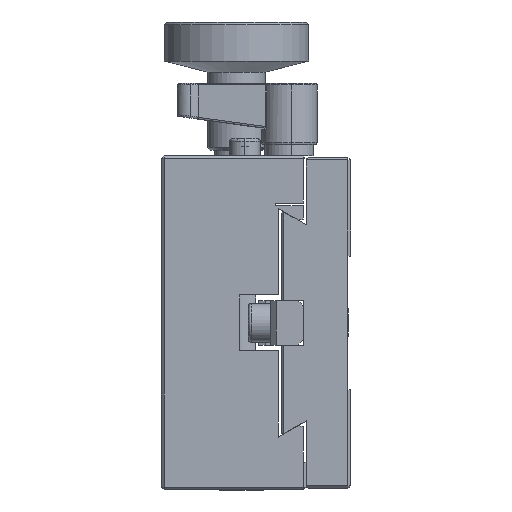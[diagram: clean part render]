
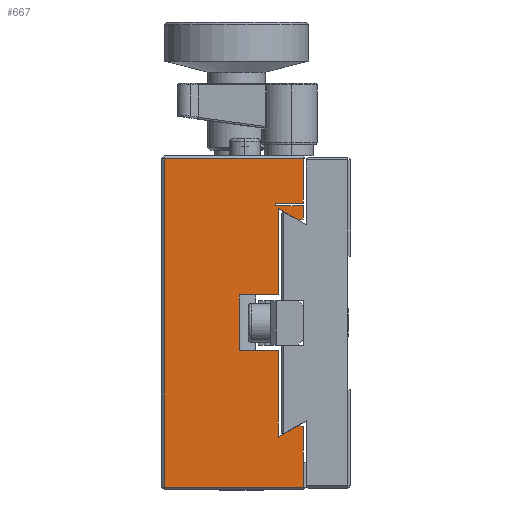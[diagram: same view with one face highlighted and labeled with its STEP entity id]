
A CAD part, left-side view. The second image highlights one B-rep face of the part: STEP entity #667.
In plain terms, the highlighted planar face has unit normal (-1, 0, 0).
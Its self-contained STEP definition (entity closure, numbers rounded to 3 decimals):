
#18 = ORIENTED_EDGE ( 'NONE', *, *, #16935, .T. ) ;
#48 = DIRECTION ( 'NONE',  ( -1., 0., 0. ) ) ;
#91 = CARTESIAN_POINT ( 'NONE',  ( -30., 8.5, 21.011 ) ) ;
#143 = LINE ( 'NONE', #5539, #7941 ) ;
#460 = DIRECTION ( 'NONE',  ( 0., -0.966, 0.259 ) ) ;
#617 = CARTESIAN_POINT ( 'NONE',  ( -30., 33.5, -29.489 ) ) ;
#667 = ADVANCED_FACE ( 'NONE', ( #21142 ), #9233, .T. ) ;
#702 = DIRECTION ( 'NONE',  ( 0., 0.966, 0.259 ) ) ;
#748 = VERTEX_POINT ( 'NONE', #6045 ) ;
#803 = CARTESIAN_POINT ( 'NONE',  ( -30., 8.5, 0.011 ) ) ;
#808 = DIRECTION ( 'NONE',  ( 0., 0., 1. ) ) ;
#994 = VECTOR ( 'NONE', #8218, 1000. ) ;
#1012 = EDGE_CURVE ( 'NONE', #7177, #19064, #20868, .T. ) ;
#1943 = VECTOR ( 'NONE', #460, 1000. ) ;
#2154 = CARTESIAN_POINT ( 'NONE',  ( -30., 36.95, 11.022 ) ) ;
#2392 = VECTOR ( 'NONE', #702, 1000. ) ;
#2559 = DIRECTION ( 'NONE',  ( 0., 1., 0. ) ) ;
#2569 = CARTESIAN_POINT ( 'NONE',  ( -30., 13.5, 0.011 ) ) ;
#2584 = ORIENTED_EDGE ( 'NONE', *, *, #15580, .T. ) ;
#2599 = VERTEX_POINT ( 'NONE', #6028 ) ;
#2840 = VERTEX_POINT ( 'NONE', #3201 ) ;
#3010 = VECTOR ( 'NONE', #7420, 1000. ) ;
#3015 = EDGE_CURVE ( 'NONE', #7067, #11799, #8942, .T. ) ;
#3201 = CARTESIAN_POINT ( 'NONE',  ( -30., 8.5, 29.511 ) ) ;
#3269 = CARTESIAN_POINT ( 'NONE',  ( -30., 9.366, -18.391 ) ) ;
#3314 = VECTOR ( 'NONE', #10039, 1000. ) ;
#3380 = CARTESIAN_POINT ( 'NONE',  ( -30., 20., 5.011 ) ) ;
#3555 = VECTOR ( 'NONE', #15965, 1000. ) ;
#3721 = CARTESIAN_POINT ( 'NONE',  ( -30., 8., 17.625 ) ) ;
#3818 = LINE ( 'NONE', #21140, #13851 ) ;
#4029 = DIRECTION ( 'NONE',  ( 0., -1., 0. ) ) ;
#4051 = DIRECTION ( 'NONE',  ( 0., 0., 1. ) ) ;
#4075 = ORIENTED_EDGE ( 'NONE', *, *, #3015, .T. ) ;
#4090 = LINE ( 'NONE', #5132, #14690 ) ;
#4097 = ORIENTED_EDGE ( 'NONE', *, *, #14289, .T. ) ;
#4205 = CARTESIAN_POINT ( 'NONE',  ( -30., 13., 5.011 ) ) ;
#4223 = ORIENTED_EDGE ( 'NONE', *, *, #11583, .T. ) ;
#4546 = VERTEX_POINT ( 'NONE', #20469 ) ;
#4564 = AXIS2_PLACEMENT_3D ( 'NONE', #14396, #48, #14924 ) ;
#4672 = LINE ( 'NONE', #13073, #6612 ) ;
#4687 = CARTESIAN_POINT ( 'NONE',  ( -30., 20., -4.989 ) ) ;
#5076 = VECTOR ( 'NONE', #7283, 1000. ) ;
#5132 = CARTESIAN_POINT ( 'NONE',  ( -30., 33.5, -29.989 ) ) ;
#5287 = DIRECTION ( 'NONE',  ( 0., 0., -1. ) ) ;
#5403 = ORIENTED_EDGE ( 'NONE', *, *, #12714, .F. ) ;
#5405 = CARTESIAN_POINT ( 'NONE',  ( -30., 8., -29.489 ) ) ;
#5539 = CARTESIAN_POINT ( 'NONE',  ( -30., 8., -17.602 ) ) ;
#5569 = ORIENTED_EDGE ( 'NONE', *, *, #14150, .F. ) ;
#5886 = ORIENTED_EDGE ( 'NONE', *, *, #19392, .T. ) ;
#5949 = VERTEX_POINT ( 'NONE', #9954 ) ;
#6028 = CARTESIAN_POINT ( 'NONE',  ( -30., 9.366, 18.413 ) ) ;
#6045 = CARTESIAN_POINT ( 'NONE',  ( -30., 13.5, 21.511 ) ) ;
#6612 = VECTOR ( 'NONE', #4029, 1000. ) ;
#6714 = VECTOR ( 'NONE', #18416, 1000. ) ;
#6830 = VERTEX_POINT ( 'NONE', #14044 ) ;
#6892 = ORIENTED_EDGE ( 'NONE', *, *, #12283, .T. ) ;
#7067 = VERTEX_POINT ( 'NONE', #617 ) ;
#7134 = LINE ( 'NONE', #7863, #2392 ) ;
#7177 = VERTEX_POINT ( 'NONE', #11603 ) ;
#7230 = VERTEX_POINT ( 'NONE', #22169 ) ;
#7252 = ORIENTED_EDGE ( 'NONE', *, *, #8953, .F. ) ;
#7283 = DIRECTION ( 'NONE',  ( 0., -0.866, -0.5 ) ) ;
#7420 = DIRECTION ( 'NONE',  ( 0., 1., 0. ) ) ;
#7783 = CARTESIAN_POINT ( 'NONE',  ( -30., 33.5, 29.511 ) ) ;
#7850 = VECTOR ( 'NONE', #17237, 1000. ) ;
#7863 = CARTESIAN_POINT ( 'NONE',  ( -30., 36.95, -10.999 ) ) ;
#7941 = VECTOR ( 'NONE', #17980, 1000. ) ;
#8218 = DIRECTION ( 'NONE',  ( 0., 0., 1. ) ) ;
#8238 = VERTEX_POINT ( 'NONE', #18846 ) ;
#8350 = LINE ( 'NONE', #4205, #19505 ) ;
#8591 = VERTEX_POINT ( 'NONE', #11377 ) ;
#8666 = DIRECTION ( 'NONE',  ( 0., 0., 1. ) ) ;
#8811 = LINE ( 'NONE', #14874, #20498 ) ;
#8942 = LINE ( 'NONE', #5405, #17848 ) ;
#8953 = EDGE_CURVE ( 'NONE', #21653, #4546, #3818, .T. ) ;
#9196 = EDGE_CURVE ( 'NONE', #15678, #7067, #4090, .T. ) ;
#9233 = PLANE ( 'NONE',  #4564 ) ;
#9501 = DIRECTION ( 'NONE',  ( 0., -1., 0. ) ) ;
#9545 = LINE ( 'NONE', #10239, #7850 ) ;
#9572 = ORIENTED_EDGE ( 'NONE', *, *, #14519, .T. ) ;
#9632 = ORIENTED_EDGE ( 'NONE', *, *, #1012, .T. ) ;
#9641 = EDGE_CURVE ( 'NONE', #11799, #8591, #8811, .T. ) ;
#9954 = CARTESIAN_POINT ( 'NONE',  ( -30., 13., -20.489 ) ) ;
#10039 = DIRECTION ( 'NONE',  ( 0., 0., 1. ) ) ;
#10137 = VECTOR ( 'NONE', #8666, 1000. ) ;
#10239 = CARTESIAN_POINT ( 'NONE',  ( -30., 34., 29.511 ) ) ;
#10715 = ORIENTED_EDGE ( 'NONE', *, *, #17205, .T. ) ;
#11252 = ORIENTED_EDGE ( 'NONE', *, *, #22640, .T. ) ;
#11377 = CARTESIAN_POINT ( 'NONE',  ( -30., 8.5, -24.989 ) ) ;
#11531 = VERTEX_POINT ( 'NONE', #3269 ) ;
#11583 = EDGE_CURVE ( 'NONE', #2840, #15678, #9545, .T. ) ;
#11603 = CARTESIAN_POINT ( 'NONE',  ( -30., 8.5, 18.645 ) ) ;
#11655 = LINE ( 'NONE', #20033, #3010 ) ;
#11799 = VERTEX_POINT ( 'NONE', #15621 ) ;
#12169 = LINE ( 'NONE', #13533, #994 ) ;
#12283 = EDGE_CURVE ( 'NONE', #8591, #18606, #20903, .T. ) ;
#12327 = CARTESIAN_POINT ( 'NONE',  ( -30., 8.5, 0.011 ) ) ;
#12573 = LINE ( 'NONE', #2154, #1943 ) ;
#12714 = EDGE_CURVE ( 'NONE', #8238, #18273, #8350, .T. ) ;
#13073 = CARTESIAN_POINT ( 'NONE',  ( -30., 34., 21.511 ) ) ;
#13533 = CARTESIAN_POINT ( 'NONE',  ( -30., 13., -20.489 ) ) ;
#13779 = CARTESIAN_POINT ( 'NONE',  ( -30., 13., -20.489 ) ) ;
#13851 = VECTOR ( 'NONE', #22954, 1000. ) ;
#13987 = LINE ( 'NONE', #3721, #5076 ) ;
#14044 = CARTESIAN_POINT ( 'NONE',  ( -30., 8.5, 21.511 ) ) ;
#14150 = EDGE_CURVE ( 'NONE', #18273, #21653, #19447, .T. ) ;
#14289 = EDGE_CURVE ( 'NONE', #748, #6830, #4672, .T. ) ;
#14303 = VECTOR ( 'NONE', #18464, 1000. ) ;
#14396 = CARTESIAN_POINT ( 'NONE',  ( -30., 34., 0.011 ) ) ;
#14519 = EDGE_CURVE ( 'NONE', #8238, #18460, #12169, .T. ) ;
#14690 = VECTOR ( 'NONE', #5287, 1000. ) ;
#14874 = CARTESIAN_POINT ( 'NONE',  ( -30., 8.5, -24.989 ) ) ;
#14924 = DIRECTION ( 'NONE',  ( 0., 0., 1. ) ) ;
#15194 = EDGE_LOOP ( 'NONE', ( #11252, #21584, #9632, #19887, #10715, #4097, #18, #4223, #17968, #4075, #20887, #6892, #2584, #16762, #5886, #7252, #5569, #5403, #9572 ) ) ;
#15580 = EDGE_CURVE ( 'NONE', #18606, #11531, #7134, .T. ) ;
#15621 = CARTESIAN_POINT ( 'NONE',  ( -30., 8.5, -29.489 ) ) ;
#15678 = VERTEX_POINT ( 'NONE', #7783 ) ;
#15965 = DIRECTION ( 'NONE',  ( 0., 0., -1. ) ) ;
#16762 = ORIENTED_EDGE ( 'NONE', *, *, #20924, .T. ) ;
#16935 = EDGE_CURVE ( 'NONE', #6830, #2840, #19870, .T. ) ;
#17205 = EDGE_CURVE ( 'NONE', #7230, #748, #19041, .T. ) ;
#17237 = DIRECTION ( 'NONE',  ( 0., 1., 0. ) ) ;
#17825 = CARTESIAN_POINT ( 'NONE',  ( -30., 20., -4.989 ) ) ;
#17848 = VECTOR ( 'NONE', #9501, 1000. ) ;
#17968 = ORIENTED_EDGE ( 'NONE', *, *, #9196, .T. ) ;
#17980 = DIRECTION ( 'NONE',  ( 0., 0.866, -0.5 ) ) ;
#18102 = CARTESIAN_POINT ( 'NONE',  ( -30., 8.5, -18.623 ) ) ;
#18273 = VERTEX_POINT ( 'NONE', #3380 ) ;
#18416 = DIRECTION ( 'NONE',  ( 0., 0., 1. ) ) ;
#18460 = VERTEX_POINT ( 'NONE', #22994 ) ;
#18464 = DIRECTION ( 'NONE',  ( 0., 0., 1. ) ) ;
#18606 = VERTEX_POINT ( 'NONE', #18102 ) ;
#18846 = CARTESIAN_POINT ( 'NONE',  ( -30., 13., 5.011 ) ) ;
#19041 = LINE ( 'NONE', #2569, #14303 ) ;
#19064 = VERTEX_POINT ( 'NONE', #91 ) ;
#19392 = EDGE_CURVE ( 'NONE', #5949, #4546, #20860, .T. ) ;
#19447 = LINE ( 'NONE', #17825, #3555 ) ;
#19505 = VECTOR ( 'NONE', #2559, 1000. ) ;
#19870 = LINE ( 'NONE', #12327, #10137 ) ;
#19887 = ORIENTED_EDGE ( 'NONE', *, *, #20161, .T. ) ;
#20033 = CARTESIAN_POINT ( 'NONE',  ( -30., 34., 21.011 ) ) ;
#20128 = CARTESIAN_POINT ( 'NONE',  ( -30., 8.5, 0.011 ) ) ;
#20161 = EDGE_CURVE ( 'NONE', #19064, #7230, #11655, .T. ) ;
#20321 = VECTOR ( 'NONE', #808, 1000. ) ;
#20469 = CARTESIAN_POINT ( 'NONE',  ( -30., 13., -4.989 ) ) ;
#20498 = VECTOR ( 'NONE', #4051, 1000. ) ;
#20860 = LINE ( 'NONE', #13779, #3314 ) ;
#20868 = LINE ( 'NONE', #20128, #20321 ) ;
#20887 = ORIENTED_EDGE ( 'NONE', *, *, #9641, .T. ) ;
#20903 = LINE ( 'NONE', #803, #6714 ) ;
#20924 = EDGE_CURVE ( 'NONE', #11531, #5949, #143, .T. ) ;
#21140 = CARTESIAN_POINT ( 'NONE',  ( -30., 13., -4.989 ) ) ;
#21142 = FACE_OUTER_BOUND ( 'NONE', #15194, .T. ) ;
#21584 = ORIENTED_EDGE ( 'NONE', *, *, #22081, .T. ) ;
#21653 = VERTEX_POINT ( 'NONE', #4687 ) ;
#22081 = EDGE_CURVE ( 'NONE', #2599, #7177, #12573, .T. ) ;
#22169 = CARTESIAN_POINT ( 'NONE',  ( -30., 13.5, 21.011 ) ) ;
#22640 = EDGE_CURVE ( 'NONE', #18460, #2599, #13987, .T. ) ;
#22954 = DIRECTION ( 'NONE',  ( 0., -1., 0. ) ) ;
#22994 = CARTESIAN_POINT ( 'NONE',  ( -30., 13., 20.511 ) ) ;
